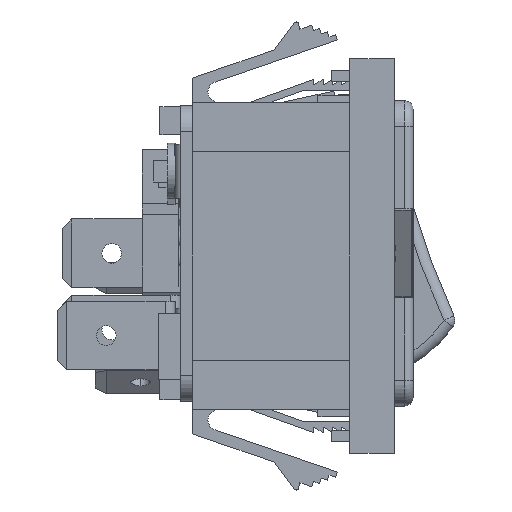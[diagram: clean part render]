
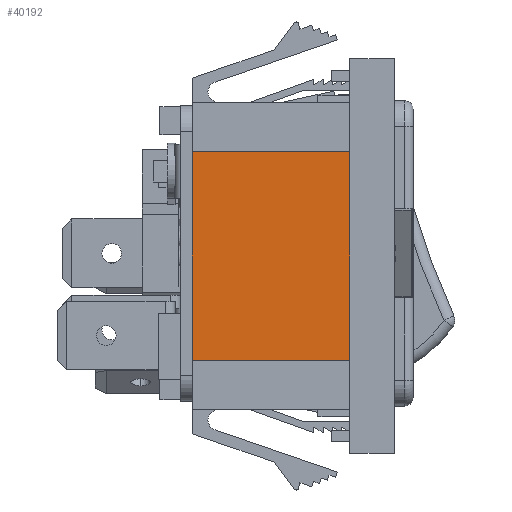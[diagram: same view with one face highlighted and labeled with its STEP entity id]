
A CAD part, front view. The second image highlights one B-rep face of the part: STEP entity #40192.
In plain terms, the highlighted planar face has unit normal (0, -1, 0).
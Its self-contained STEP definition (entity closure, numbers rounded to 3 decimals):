
#1260 = LINE ( 'NONE', #17875, #53373 ) ;
#3560 = ORIENTED_EDGE ( 'NONE', *, *, #51075, .F. ) ;
#4083 = EDGE_LOOP ( 'NONE', ( #15145, #3560, #12327, #26338 ) ) ;
#5334 = LINE ( 'NONE', #21942, #48261 ) ;
#7183 = EDGE_CURVE ( 'NONE', #53130, #27781, #5334, .T. ) ;
#10506 = EDGE_CURVE ( 'NONE', #53130, #36342, #16160, .T. ) ;
#10609 = DIRECTION ( 'NONE',  ( 0., 1., 0. ) ) ;
#11203 = CARTESIAN_POINT ( 'NONE',  ( -14.402, -34.29, -9.525 ) ) ;
#12059 = DIRECTION ( 'NONE',  ( 1., 0., 0. ) ) ;
#12327 = ORIENTED_EDGE ( 'NONE', *, *, #10506, .F. ) ;
#15145 = ORIENTED_EDGE ( 'NONE', *, *, #30794, .T. ) ;
#15312 = LINE ( 'NONE', #11203, #38759 ) ;
#16160 = LINE ( 'NONE', #24055, #29420 ) ;
#17875 = CARTESIAN_POINT ( 'NONE',  ( 0., -34.29, 9.525 ) ) ;
#18526 = DIRECTION ( 'NONE',  ( 1., 0., 0. ) ) ;
#19351 = CARTESIAN_POINT ( 'NONE',  ( 0., -34.29, -9.525 ) ) ;
#21426 = DIRECTION ( 'NONE',  ( 0., 0., -1. ) ) ;
#21942 = CARTESIAN_POINT ( 'NONE',  ( -14.402, -34.29, 9.525 ) ) ;
#22606 = FACE_OUTER_BOUND ( 'NONE', #4083, .T. ) ;
#22708 = CARTESIAN_POINT ( 'NONE',  ( -14.402, -34.29, 9.525 ) ) ;
#24055 = CARTESIAN_POINT ( 'NONE',  ( -14.402, -34.29, 9.525 ) ) ;
#26338 = ORIENTED_EDGE ( 'NONE', *, *, #7183, .T. ) ;
#27552 = DIRECTION ( 'NONE',  ( 1., 0., 0. ) ) ;
#27781 = VERTEX_POINT ( 'NONE', #46505 ) ;
#29420 = VECTOR ( 'NONE', #12059, 1000. ) ;
#30490 = PLANE ( 'NONE',  #39279 ) ;
#30794 = EDGE_CURVE ( 'NONE', #27781, #43740, #15312, .T. ) ;
#31562 = CARTESIAN_POINT ( 'NONE',  ( -14.402, -34.29, 9.525 ) ) ;
#34468 = DIRECTION ( 'NONE',  ( 0., 0., -1. ) ) ;
#36342 = VERTEX_POINT ( 'NONE', #38285 ) ;
#38285 = CARTESIAN_POINT ( 'NONE',  ( 0., -34.29, 9.525 ) ) ;
#38759 = VECTOR ( 'NONE', #27552, 1000. ) ;
#39279 = AXIS2_PLACEMENT_3D ( 'NONE', #31562, #10609, #18526 ) ;
#40192 = ADVANCED_FACE ( 'NONE', ( #22606 ), #30490, .F. ) ;
#43740 = VERTEX_POINT ( 'NONE', #19351 ) ;
#46505 = CARTESIAN_POINT ( 'NONE',  ( -14.402, -34.29, -9.525 ) ) ;
#48261 = VECTOR ( 'NONE', #21426, 1000. ) ;
#51075 = EDGE_CURVE ( 'NONE', #36342, #43740, #1260, .T. ) ;
#53130 = VERTEX_POINT ( 'NONE', #22708 ) ;
#53373 = VECTOR ( 'NONE', #34468, 1000. ) ;
